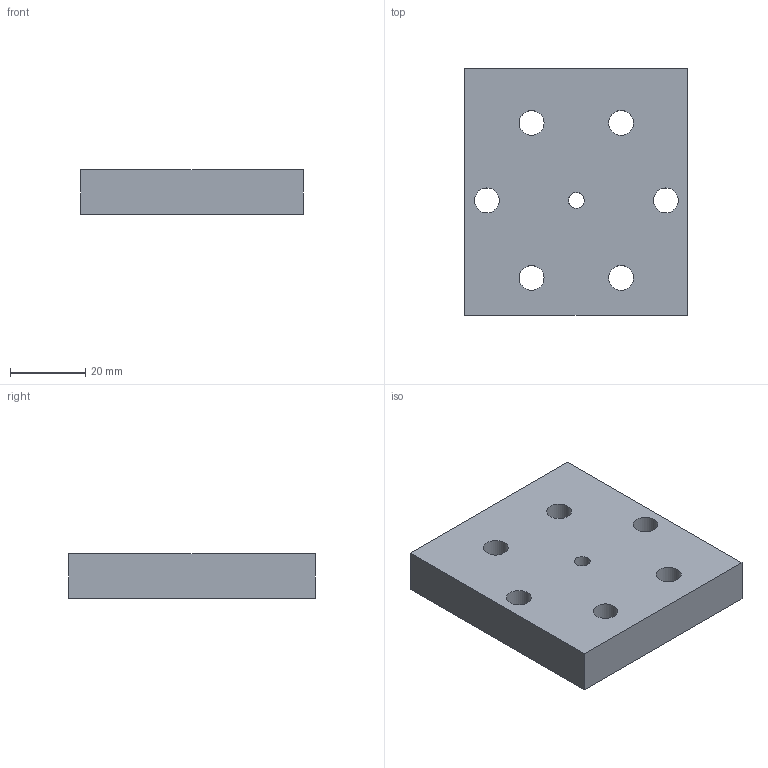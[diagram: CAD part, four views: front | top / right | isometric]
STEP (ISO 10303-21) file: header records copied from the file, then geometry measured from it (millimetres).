
FILE_DESCRIPTION(/* description */ (''),/* implementation_level */ '2;1');
FILE_NAME(/* name */ 'Werkzeug - Lsung 3.0 - Stahl.stp',/* time_stamp */ '2024-07-01T15:01:09+02:00',/* author */ ('Asus'),/* organization */ (''),/* preprocessor_version */ 'ST-DEVELOPER v19.2',/* originating_system */ 'Autodesk Inventor 2024',/* authorisation */ '');
FILE_SCHEMA (('AUTOMOTIVE_DESIGN { 1 0 10303 214 3 1 1 }'));
Length unit declared in the file: millimetre
Products named in the file (1): Werkzeug - Lösung 3.0
Bounding box: 59.2 x 65.49 x 11.75 mm (x, y, z)
Volume: 42606.2 mm3; surface area: 11993.7 mm2
Topology: 1 solids, 1 shells, 35 faces, 100 edges, 66 vertices
Faces by surface type: plane 21, cylinder 14
Full cylindrical faces by diameter (mm): 4.234 x1, 6.6 x6
Entity records: 1230 total; most frequent: DIRECTION 204, CARTESIAN_POINT 202, ORIENTED_EDGE 200, EDGE_CURVE 100, LINE 68, VECTOR 68, AXIS2_PLACEMENT_3D 68, VERTEX_POINT 66
